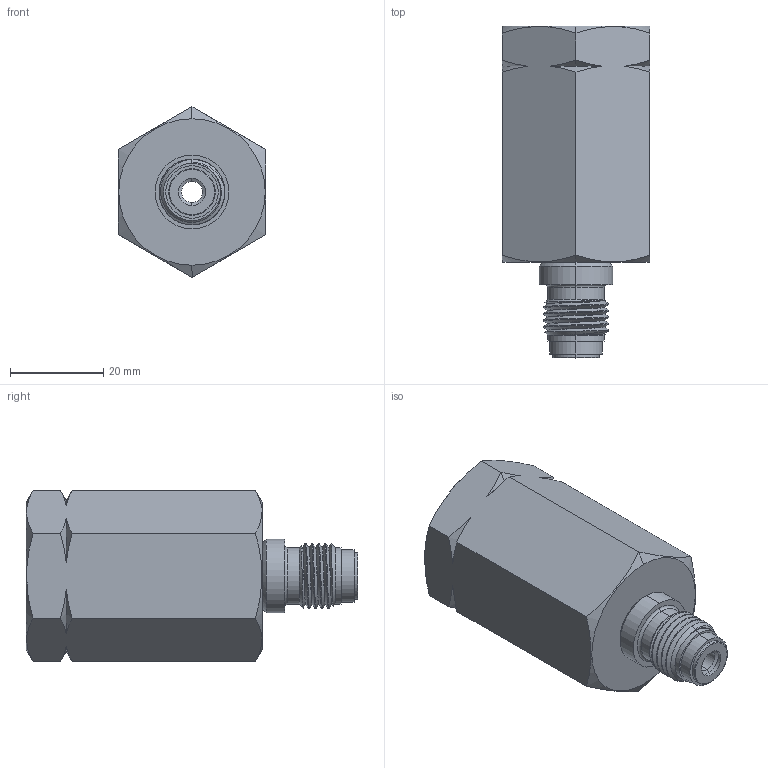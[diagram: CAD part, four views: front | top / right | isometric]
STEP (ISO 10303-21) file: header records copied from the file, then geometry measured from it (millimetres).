
FILE_DESCRIPTION (( 'STEP AP203' ), '1' );
FILE_NAME ('AD-510FSS-4MFS.STEP', '2025-08-01T19:43:50', ( '' ), ( '' ), 'SwSTEP 2.0', 'SolidWorks 2018', '' );
FILE_SCHEMA (( 'CONFIG_CONTROL_DESIGN' ));
Length unit declared in the file: inch
Products named in the file (3): AD-510FSS-4MFS; PRT-001202; PRT-001298_SS
Assembly tree (2 placements, depth 2):
  AD-510FSS-4MFS
    PRT-001298_SS
    PRT-001202
Bounding box: 31.75 x 71.35 x 36.66 mm (x, y, z)
Volume: 37939.5 mm3; surface area: 12575.2 mm2
Topology: 2 solids, 2 shells, 196 faces, 516 edges, 334 vertices
Faces by surface type: bspline 56, cone 52, cylinder 48, plane 36, torus 4
Entity records: 18069 total; most frequent: CARTESIAN_POINT 13527, ORIENTED_EDGE 1032, DIRECTION 637, EDGE_CURVE 516, VERTEX_POINT 334, B_SPLINE_CURVE_WITH_KNOTS 226, AXIS2_PLACEMENT_3D 222, EDGE_LOOP 210
